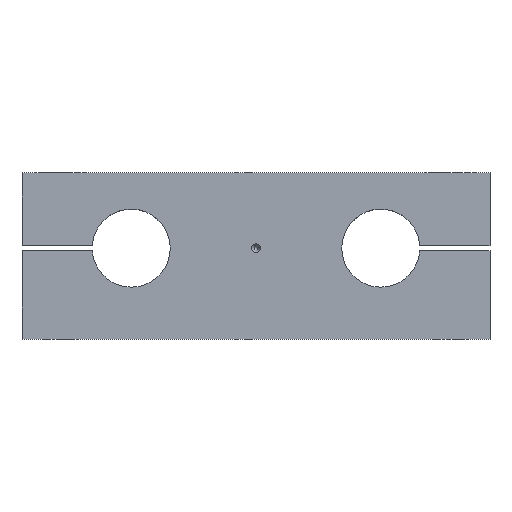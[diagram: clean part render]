
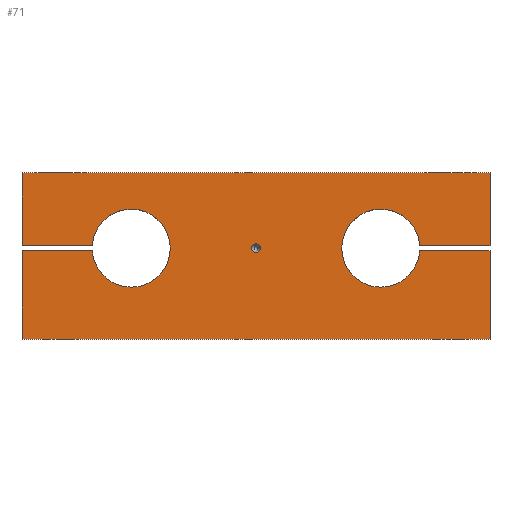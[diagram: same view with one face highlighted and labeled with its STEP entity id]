
A CAD part, top view. The second image highlights one B-rep face of the part: STEP entity #71.
In plain terms, the highlighted planar face has unit normal (0, 0, 1).
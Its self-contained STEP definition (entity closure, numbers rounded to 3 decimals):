
#71 = ADVANCED_FACE( '', ( #155, #156 ), #157, .T. );
#155 = FACE_OUTER_BOUND( '', #257, .T. );
#156 = FACE_BOUND( '', #258, .T. );
#157 = PLANE( '', #259 );
#257 = EDGE_LOOP( '', ( #404, #405, #406, #407, #408, #409, #410, #411, #412, #413, #414, #415 ) );
#258 = EDGE_LOOP( '', ( #416 ) );
#259 = AXIS2_PLACEMENT_3D( '', #417, #418, #419 );
#404 = ORIENTED_EDGE( '', *, *, #531, .T. );
#405 = ORIENTED_EDGE( '', *, *, #564, .T. );
#406 = ORIENTED_EDGE( '', *, *, #561, .T. );
#407 = ORIENTED_EDGE( '', *, *, #565, .T. );
#408 = ORIENTED_EDGE( '', *, *, #547, .F. );
#409 = ORIENTED_EDGE( '', *, *, #540, .T. );
#410 = ORIENTED_EDGE( '', *, *, #558, .T. );
#411 = ORIENTED_EDGE( '', *, *, #566, .T. );
#412 = ORIENTED_EDGE( '', *, *, #567, .T. );
#413 = ORIENTED_EDGE( '', *, *, #535, .T. );
#414 = ORIENTED_EDGE( '', *, *, #568, .F. );
#415 = ORIENTED_EDGE( '', *, *, #569, .T. );
#416 = ORIENTED_EDGE( '', *, *, #570, .F. );
#417 = CARTESIAN_POINT( '', ( 48., 35., 25. ) );
#418 = DIRECTION( '', ( 0., 0., 1. ) );
#419 = DIRECTION( '', ( 1., 0., 0. ) );
#531 = EDGE_CURVE( '', #621, #619, #622, .T. );
#535 = EDGE_CURVE( '', #627, #625, #628, .T. );
#540 = EDGE_CURVE( '', #635, #633, #636, .T. );
#547 = EDGE_CURVE( '', #635, #646, #647, .T. );
#558 = EDGE_CURVE( '', #633, #661, #663, .T. );
#561 = EDGE_CURVE( '', #667, #665, #668, .T. );
#564 = EDGE_CURVE( '', #619, #667, #671, .T. );
#565 = EDGE_CURVE( '', #665, #646, #672, .T. );
#566 = EDGE_CURVE( '', #661, #673, #674, .T. );
#567 = EDGE_CURVE( '', #673, #627, #675, .T. );
#568 = EDGE_CURVE( '', #676, #625, #677, .T. );
#569 = EDGE_CURVE( '', #676, #621, #678, .T. );
#570 = EDGE_CURVE( '', #679, #679, #680, .T. );
#619 = VERTEX_POINT( '', #744 );
#621 = VERTEX_POINT( '', #747 );
#622 = LINE( '', #748, #749 );
#625 = VERTEX_POINT( '', #753 );
#627 = VERTEX_POINT( '', #756 );
#628 = LINE( '', #757, #758 );
#633 = VERTEX_POINT( '', #764 );
#635 = VERTEX_POINT( '', #767 );
#636 = LINE( '', #768, #769 );
#646 = VERTEX_POINT( '', #780 );
#647 = CIRCLE( '', #781, 15. );
#661 = VERTEX_POINT( '', #796 );
#663 = LINE( '', #799, #800 );
#665 = VERTEX_POINT( '', #802 );
#667 = VERTEX_POINT( '', #805 );
#668 = LINE( '', #806, #807 );
#671 = LINE( '', #811, #812 );
#672 = LINE( '', #813, #814 );
#673 = VERTEX_POINT( '', #815 );
#674 = LINE( '', #816, #817 );
#675 = LINE( '', #818, #819 );
#676 = VERTEX_POINT( '', #820 );
#677 = CIRCLE( '', #821, 15. );
#678 = LINE( '', #822, #823 );
#679 = VERTEX_POINT( '', #824 );
#680 = CIRCLE( '', #825, 1.675 );
#744 = CARTESIAN_POINT( '', ( -90., 0., 25. ) );
#747 = CARTESIAN_POINT( '', ( -90., 34., 25. ) );
#748 = CARTESIAN_POINT( '', ( -90., 34., 25. ) );
#749 = VECTOR( '', #872, 1000. );
#753 = CARTESIAN_POINT( '', ( -62.967, 36., 25. ) );
#756 = CARTESIAN_POINT( '', ( -90., 36., 25. ) );
#757 = CARTESIAN_POINT( '', ( -90., 36., 25. ) );
#758 = VECTOR( '', #875, 1000. );
#764 = CARTESIAN_POINT( '', ( 90., 36., 25. ) );
#767 = CARTESIAN_POINT( '', ( 62.967, 36., 25. ) );
#768 = CARTESIAN_POINT( '', ( 62.967, 36., 25. ) );
#769 = VECTOR( '', #881, 1000. );
#780 = CARTESIAN_POINT( '', ( 62.967, 34., 25. ) );
#781 = AXIS2_PLACEMENT_3D( '', #892, #893, #894 );
#796 = CARTESIAN_POINT( '', ( 90., 64., 25. ) );
#799 = CARTESIAN_POINT( '', ( 90., 36., 25. ) );
#800 = VECTOR( '', #909, 1000. );
#802 = CARTESIAN_POINT( '', ( 90., 34., 25. ) );
#805 = CARTESIAN_POINT( '', ( 90., 0., 25. ) );
#806 = CARTESIAN_POINT( '', ( 90., 0., 25. ) );
#807 = VECTOR( '', #911, 1000. );
#811 = CARTESIAN_POINT( '', ( -90., 0., 25. ) );
#812 = VECTOR( '', #913, 1000. );
#813 = CARTESIAN_POINT( '', ( 90., 34., 25. ) );
#814 = VECTOR( '', #914, 1000. );
#815 = CARTESIAN_POINT( '', ( -90., 64., 25. ) );
#816 = CARTESIAN_POINT( '', ( 90., 64., 25. ) );
#817 = VECTOR( '', #915, 1000. );
#818 = CARTESIAN_POINT( '', ( -90., 64., 25. ) );
#819 = VECTOR( '', #916, 1000. );
#820 = CARTESIAN_POINT( '', ( -62.967, 34., 25. ) );
#821 = AXIS2_PLACEMENT_3D( '', #917, #918, #919 );
#822 = CARTESIAN_POINT( '', ( -62.967, 34., 25. ) );
#823 = VECTOR( '', #920, 1000. );
#824 = CARTESIAN_POINT( '', ( 1.675, 35., 25. ) );
#825 = AXIS2_PLACEMENT_3D( '', #921, #922, #923 );
#872 = DIRECTION( '', ( 0., -1., 0. ) );
#875 = DIRECTION( '', ( 1., 0., 0. ) );
#881 = DIRECTION( '', ( 1., 0., 0. ) );
#892 = CARTESIAN_POINT( '', ( 48., 35., 25. ) );
#893 = DIRECTION( '', ( 0., 0., 1. ) );
#894 = DIRECTION( '', ( 1., 0., 0. ) );
#909 = DIRECTION( '', ( 0., 1., 0. ) );
#911 = DIRECTION( '', ( 0., 1., 0. ) );
#913 = DIRECTION( '', ( 1., 0., 0. ) );
#914 = DIRECTION( '', ( -1., 0., 0. ) );
#915 = DIRECTION( '', ( -1., 0., 0. ) );
#916 = DIRECTION( '', ( 0., -1., 0. ) );
#917 = CARTESIAN_POINT( '', ( -48., 35., 25. ) );
#918 = DIRECTION( '', ( 0., 0., 1. ) );
#919 = DIRECTION( '', ( 1., 0., 0. ) );
#920 = DIRECTION( '', ( -1., 0., 0. ) );
#921 = CARTESIAN_POINT( '', ( 0., 35., 25. ) );
#922 = DIRECTION( '', ( 0., 0., 1. ) );
#923 = DIRECTION( '', ( 1., 0., 0. ) );
